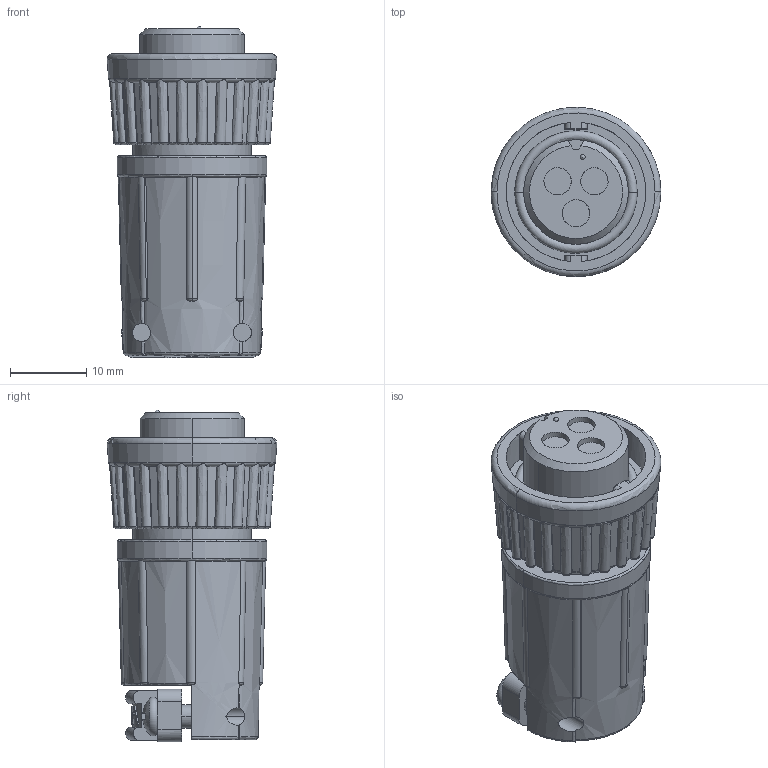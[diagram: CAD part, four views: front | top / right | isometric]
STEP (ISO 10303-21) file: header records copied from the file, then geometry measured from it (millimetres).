
FILE_DESCRIPTION (( 'STEP AP203' ), '1' );
FILE_NAME ('3180-3SG-515.STEP', '2016-01-12T19:24:08', ( '' ), ( '' ), 'SwSTEP 2.0', 'SolidWorks 2014', '' );
FILE_SCHEMA (( 'CONFIG_CONTROL_DESIGN' ));
Length unit declared in the file: inch
Products named in the file (1): 3180-3SG-515
Bounding box: 22.22 x 22.22 x 43.4 mm (x, y, z)
Volume: 10348.6 mm3; surface area: 4725.7 mm2
Topology: 1 solids, 1 shells, 384 faces, 1097 edges, 734 vertices
Faces by surface type: plane 136, bspline 119, cylinder 54, cone 38, torus 34, sphere 3
Entity records: 22508 total; most frequent: CARTESIAN_POINT 14379, ORIENTED_EDGE 2188, EDGE_CURVE 1094, DIRECTION 962, VERTEX_POINT 732, B_SPLINE_CURVE_WITH_KNOTS 653, EDGE_LOOP 406, ADVANCED_FACE 384
